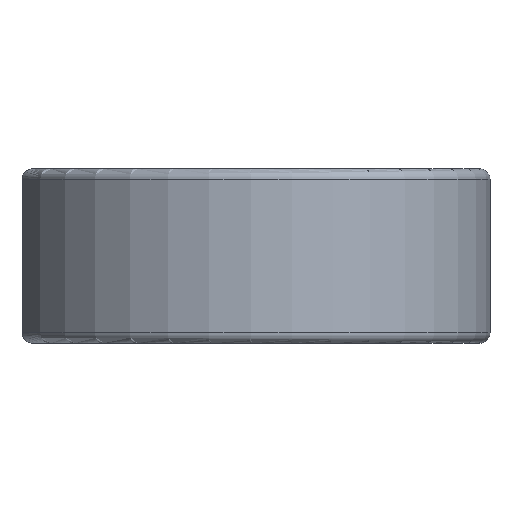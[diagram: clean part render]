
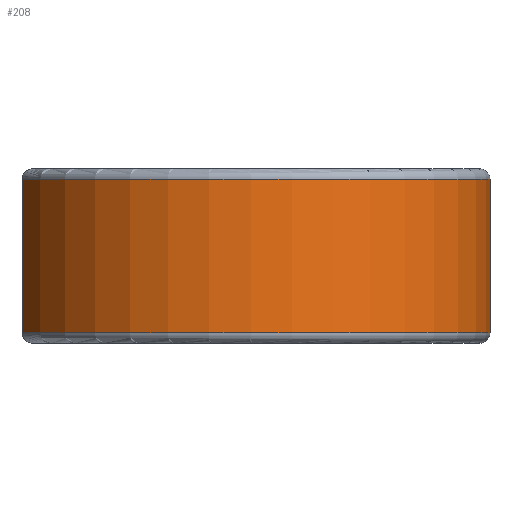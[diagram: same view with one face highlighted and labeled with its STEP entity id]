
A CAD part, left-side view. The second image highlights one B-rep face of the part: STEP entity #208.
In plain terms, the highlighted cylindrical face has radius 11.8 mm (diameter 23.6 mm), a partial arc.
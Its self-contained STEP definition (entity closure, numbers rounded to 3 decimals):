
#19=CYLINDRICAL_SURFACE('',#240,11.8);
#37=LINE('',#422,#47);
#38=LINE('',#441,#48);
#47=VECTOR('',#283,10.);
#48=VECTOR('',#286,10.);
#60=FACE_OUTER_BOUND('',#72,.T.);
#72=EDGE_LOOP('',(#177,#178,#179,#180));
#82=CIRCLE('',#238,11.8);
#83=CIRCLE('',#241,11.8);
#105=VERTEX_POINT('',#387);
#106=VERTEX_POINT('',#404);
#107=VERTEX_POINT('',#421);
#108=VERTEX_POINT('',#440);
#131=EDGE_CURVE('',#105,#106,#82,.T.);
#133=EDGE_CURVE('',#107,#106,#37,.T.);
#135=EDGE_CURVE('',#108,#105,#38,.F.);
#136=EDGE_CURVE('',#107,#108,#83,.T.);
#177=ORIENTED_EDGE('',*,*,#131,.F.);
#178=ORIENTED_EDGE('',*,*,#135,.F.);
#179=ORIENTED_EDGE('',*,*,#136,.F.);
#180=ORIENTED_EDGE('',*,*,#133,.T.);
#208=ADVANCED_FACE('',(#60),#19,.T.);
#238=AXIS2_PLACEMENT_3D('',#405,#279,#280);
#240=AXIS2_PLACEMENT_3D('',#439,#284,#285);
#241=AXIS2_PLACEMENT_3D('',#442,#287,#288);
#279=DIRECTION('center_axis',(0.,0.,1.));
#280=DIRECTION('ref_axis',(0.,-1.,0.));
#283=DIRECTION('',(0.,0.,1.));
#284=DIRECTION('center_axis',(0.,0.,1.));
#285=DIRECTION('ref_axis',(0.,-1.,0.));
#286=DIRECTION('',(0.,0.,-1.));
#287=DIRECTION('center_axis',(0.,0.,-1.));
#288=DIRECTION('ref_axis',(0.,-1.,0.));
#387=CARTESIAN_POINT('',(-46.25,11.008,16.5));
#404=CARTESIAN_POINT('',(-37.75,11.008,16.5));
#405=CARTESIAN_POINT('Origin',(-42.,0.,16.5));
#421=CARTESIAN_POINT('',(-37.75,11.008,9.));
#422=CARTESIAN_POINT('',(-37.75,11.008,8.5));
#439=CARTESIAN_POINT('Origin',(-42.,0.,8.5));
#440=CARTESIAN_POINT('',(-46.25,11.008,9.));
#441=CARTESIAN_POINT('',(-46.25,11.008,8.5));
#442=CARTESIAN_POINT('Origin',(-42.,0.,9.));
